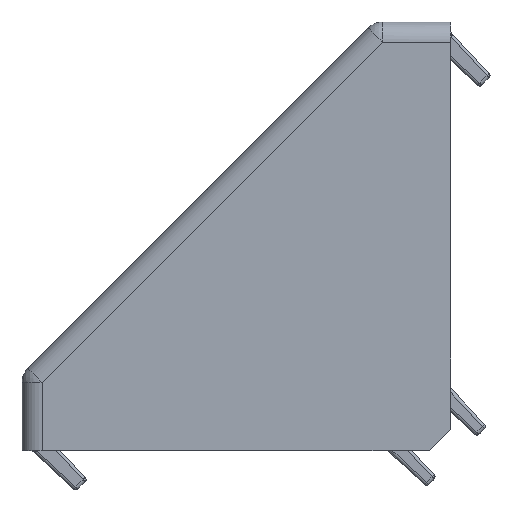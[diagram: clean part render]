
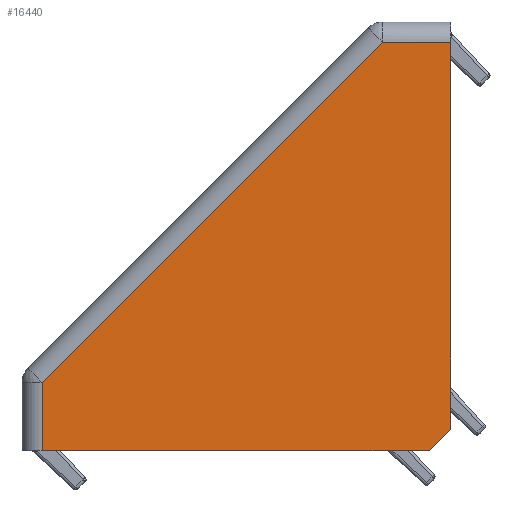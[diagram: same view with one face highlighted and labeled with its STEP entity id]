
A CAD part, left-side view. The second image highlights one B-rep face of the part: STEP entity #16440.
In plain terms, the highlighted planar face has unit normal (-1, 0.009, 0).
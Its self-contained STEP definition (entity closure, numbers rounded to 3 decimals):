
#361 = VECTOR ( 'NONE', #18238, 1000. ) ;
#849 = LINE ( 'NONE', #12592, #6979 ) ;
#904 = FACE_OUTER_BOUND ( 'NONE', #1464, .T. ) ;
#1160 = ORIENTED_EDGE ( 'NONE', *, *, #1608, .F. ) ;
#1303 = DIRECTION ( 'NONE',  ( -1., 0.009, 0. ) ) ;
#1421 = CARTESIAN_POINT ( 'NONE',  ( -21.435, 7.497, 40. ) ) ;
#1464 = EDGE_LOOP ( 'NONE', ( #1160, #8862, #17687, #8532, #9580, #6403 ) ) ;
#1608 = EDGE_CURVE ( 'NONE', #2879, #5852, #3563, .T. ) ;
#1849 = CARTESIAN_POINT ( 'NONE',  ( -21.481, 2.121, 0. ) ) ;
#2535 = CARTESIAN_POINT ( 'NONE',  ( -21.491, 1.061, 1.061 ) ) ;
#2757 = VECTOR ( 'NONE', #11259, 1000. ) ;
#2815 = AXIS2_PLACEMENT_3D ( 'NONE', #18195, #1303, #11128 ) ;
#2879 = VERTEX_POINT ( 'NONE', #9236 ) ;
#3294 = LINE ( 'NONE', #4152, #6596 ) ;
#3563 = LINE ( 'NONE', #2535, #13921 ) ;
#3669 = LINE ( 'NONE', #4179, #361 ) ;
#4152 = CARTESIAN_POINT ( 'NONE',  ( -21.151, 40.017, 0. ) ) ;
#4179 = CARTESIAN_POINT ( 'NONE',  ( -21.5, 0., 0. ) ) ;
#4249 = EDGE_CURVE ( 'NONE', #8533, #5132, #17914, .T. ) ;
#5132 = VERTEX_POINT ( 'NONE', #13539 ) ;
#5485 = PLANE ( 'NONE',  #2815 ) ;
#5852 = VERTEX_POINT ( 'NONE', #1849 ) ;
#6403 = ORIENTED_EDGE ( 'NONE', *, *, #6611, .F. ) ;
#6596 = VECTOR ( 'NONE', #12525, 1000. ) ;
#6611 = EDGE_CURVE ( 'NONE', #5852, #9089, #849, .T. ) ;
#6979 = VECTOR ( 'NONE', #11042, 1000. ) ;
#7860 = EDGE_CURVE ( 'NONE', #5132, #9089, #3294, .T. ) ;
#8438 = DIRECTION ( 'NONE',  ( 0.006, 0.707, -0.707 ) ) ;
#8532 = ORIENTED_EDGE ( 'NONE', *, *, #4249, .T. ) ;
#8533 = VERTEX_POINT ( 'NONE', #13393 ) ;
#8862 = ORIENTED_EDGE ( 'NONE', *, *, #11252, .F. ) ;
#9089 = VERTEX_POINT ( 'NONE', #12790 ) ;
#9236 = CARTESIAN_POINT ( 'NONE',  ( -21.5, 0., 2.121 ) ) ;
#9580 = ORIENTED_EDGE ( 'NONE', *, *, #7860, .T. ) ;
#11042 = DIRECTION ( 'NONE',  ( 0.009, 1., 0. ) ) ;
#11128 = DIRECTION ( 'NONE',  ( -0.009, -1., 0. ) ) ;
#11252 = EDGE_CURVE ( 'NONE', #11589, #2879, #3669, .T. ) ;
#11259 = DIRECTION ( 'NONE',  ( 0.009, 1., 0. ) ) ;
#11589 = VERTEX_POINT ( 'NONE', #15365 ) ;
#12525 = DIRECTION ( 'NONE',  ( 0., 0., -1. ) ) ;
#12592 = CARTESIAN_POINT ( 'NONE',  ( -21.5, 0., 0. ) ) ;
#12790 = CARTESIAN_POINT ( 'NONE',  ( -21.151, 40.017, 0. ) ) ;
#13393 = CARTESIAN_POINT ( 'NONE',  ( -21.442, 6.687, 40. ) ) ;
#13539 = CARTESIAN_POINT ( 'NONE',  ( -21.151, 40.017, 6.669 ) ) ;
#13921 = VECTOR ( 'NONE', #18000, 1000. ) ;
#15108 = EDGE_CURVE ( 'NONE', #11589, #8533, #17774, .T. ) ;
#15365 = CARTESIAN_POINT ( 'NONE',  ( -21.5, 0., 40. ) ) ;
#16440 = ADVANCED_FACE ( 'NONE', ( #904 ), #5485, .T. ) ;
#16901 = CARTESIAN_POINT ( 'NONE',  ( -21.146, 40.595, 6.092 ) ) ;
#17463 = VECTOR ( 'NONE', #8438, 1000. ) ;
#17687 = ORIENTED_EDGE ( 'NONE', *, *, #15108, .T. ) ;
#17774 = LINE ( 'NONE', #1421, #2757 ) ;
#17914 = LINE ( 'NONE', #16901, #17463 ) ;
#18000 = DIRECTION ( 'NONE',  ( 0.006, 0.707, -0.707 ) ) ;
#18195 = CARTESIAN_POINT ( 'NONE',  ( -21.5, 0., 0. ) ) ;
#18238 = DIRECTION ( 'NONE',  ( 0., 0., -1. ) ) ;
